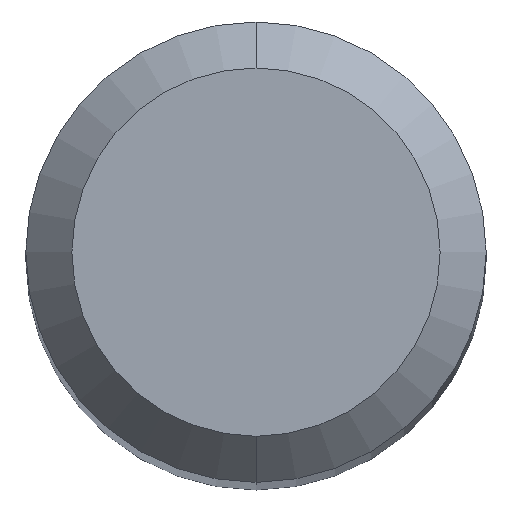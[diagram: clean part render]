
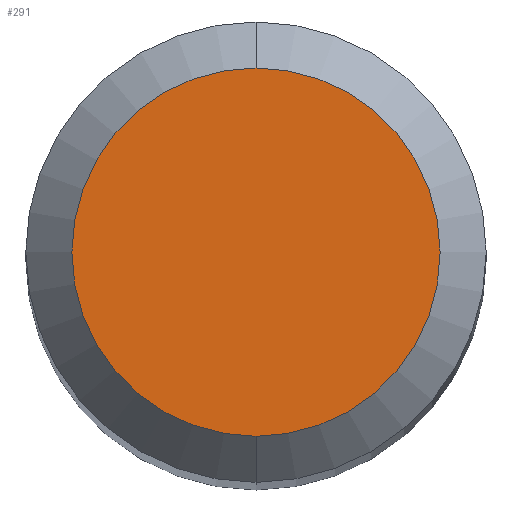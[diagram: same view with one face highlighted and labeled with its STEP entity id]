
A CAD part, top view. The second image highlights one B-rep face of the part: STEP entity #291.
In plain terms, the highlighted planar face has unit normal (0, 0, 1).
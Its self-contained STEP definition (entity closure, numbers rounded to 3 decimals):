
#179=EDGE_CURVE('',#205,#349,#487,.T.);
#205=VERTEX_POINT('',#515);
#291=ADVANCED_FACE('',(#607),#608,.T.);
#297=EDGE_CURVE('',#349,#205,#614,.T.);
#349=VERTEX_POINT('',#670);
#487=CIRCLE('',#817,1.2);
#515=CARTESIAN_POINT('',(0.0,1.2,0.0));
#607=FACE_OUTER_BOUND('',#1069,.T.);
#608=PLANE('',#1070);
#614=CIRCLE('',#1080,1.2);
#670=CARTESIAN_POINT('',(0.,-1.2,0.0));
#817=AXIS2_PLACEMENT_3D('',#1453,#1454,#1455);
#1069=EDGE_LOOP('',(#1560,#1561));
#1070=AXIS2_PLACEMENT_3D('',#1562,#1563,#1564);
#1080=AXIS2_PLACEMENT_3D('',#1569,#1570,#1571);
#1453=CARTESIAN_POINT('',(0.0,0.0,0.0));
#1454=DIRECTION('',(0.0,0.0,-1.0));
#1455=DIRECTION('',(0.0,1.0,0.0));
#1560=ORIENTED_EDGE('',*,*,#179,.F.);
#1561=ORIENTED_EDGE('',*,*,#297,.F.);
#1562=CARTESIAN_POINT('',(0.0,0.6,0.0));
#1563=DIRECTION('',(-0.0,0.0,1.0));
#1564=DIRECTION('',(0.0,-1.0,0.0));
#1569=CARTESIAN_POINT('',(0.0,0.0,0.0));
#1570=DIRECTION('',(0.0,0.0,-1.0));
#1571=DIRECTION('',(0.0,1.0,0.0));
